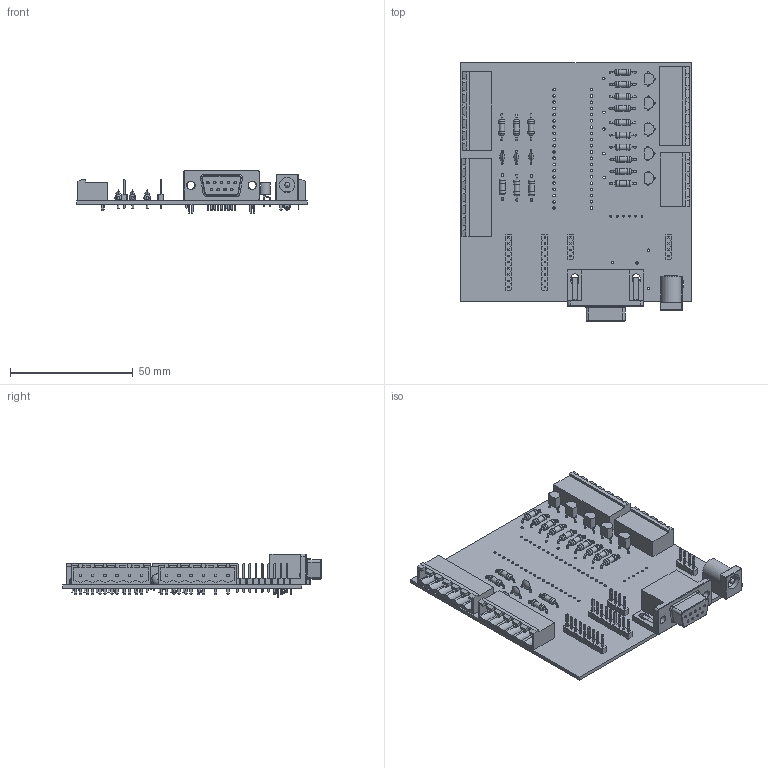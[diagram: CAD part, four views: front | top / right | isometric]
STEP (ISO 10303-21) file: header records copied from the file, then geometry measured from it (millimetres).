
FILE_DESCRIPTION(('KiCad electronic assembly'),'2;1');
FILE_NAME('bluepill.step','2025-06-02T10:34:07',('Pcbnew'),('Kicad'), 'Open CASCADE STEP processor 7.8','KiCad to STEP converter','Unknown' );
FILE_SCHEMA(('AUTOMOTIVE_DESIGN { 1 0 10303 214 1 1 1 1 }'));
Length unit declared in the file: millimetre
Products named in the file (11): bluepill 1; TO-92_Wide; PhoenixContact_MSTBA_2,5_6-G_1x06_P5.00mm_Horizontal; PinHeader_1x04_P2.54mm_Vertical; R_Axial_DIN0207_L6.3mm_D2.5mm_P10.16mm_Horizontal; PinHeader_1x09_P2.54mm_Vertical; C_Disc_D4.3mm_W1.9mm_P5.00mm; PhoenixContact_MSTBA_2,5_4-G_1x04_P5.00mm_Horizontal; BarrelJack_Horizontal; DSUB-9_Socket_Horizontal_P2.77x2.84mm_EdgePinOffset9.90mm_Housed_
MountingHolesOffset11.32mm; bluepill_PCB
Assembly tree (35 placements, depth 2):
  bluepill 1
    TO-92_Wide  x5
    PhoenixContact_MSTBA_2,5_6-G_1x06_P5.00mm_Horizontal  x3
    PinHeader_1x04_P2.54mm_Vertical  x2
    R_Axial_DIN0207_L6.3mm_D2.5mm_P10.16mm_Horizontal  x16
    PinHeader_1x09_P2.54mm_Vertical  x2
    C_Disc_D4.3mm_W1.9mm_P5.00mm  x3
    PhoenixContact_MSTBA_2,5_4-G_1x04_P5.00mm_Horizontal
    BarrelJack_Horizontal
    DSUB-9_Socket_Horizontal_P2.77x2.84mm_EdgePinOffset9.90mm_Housed_
MountingHolesOffset11.32mm
    bluepill_PCB
Bounding box: 94 x 105.46 x 17.9 mm (x, y, z)
Volume: 26545.6 mm3; surface area: 35751.7 mm2
Topology: 39 solids, 39 shells, 2138 faces, 5010 edges, 3128 vertices
Faces by surface type: plane 1614, cylinder 401, torus 83, cone 17, sphere 11, revolution 10, extrusion 2
Full cylindrical faces by diameter (mm): 0.5 x12, 0.6 x64, 0.64 x9, 0.762 x6, 0.8 x53, 0.853 x9, 1 x46, 1.016 x40, 1.4 x22, 1.5 x2, 2 x2, 2.25 x16, 2.5 x32, 3.2 x4, 4 x2, 6.3 x1
Entity records: 40449 total; most frequent: CARTESIAN_POINT 5927, DIRECTION 5546, ORIENTED_EDGE 5392, EDGE_CURVE 2696, VECTOR 2072, LINE 2070, AXIS2_PLACEMENT_3D 1734, VERTEX_POINT 1698
